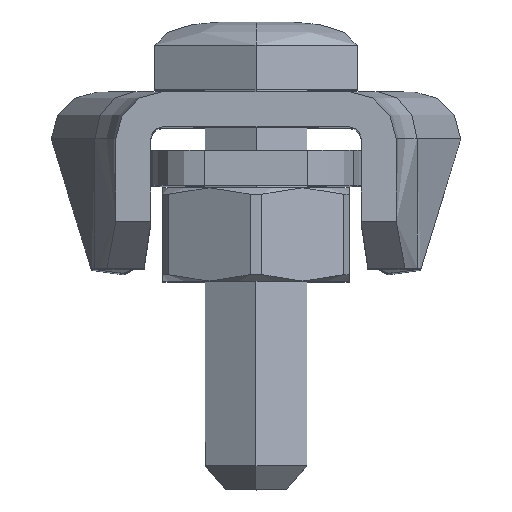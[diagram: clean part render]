
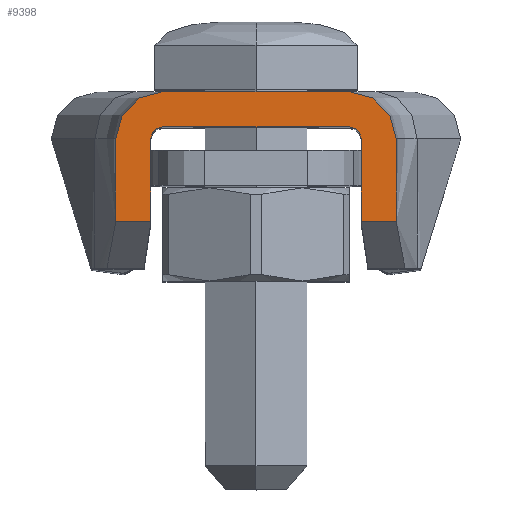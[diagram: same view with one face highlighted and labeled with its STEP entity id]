
A CAD part, top view. The second image highlights one B-rep face of the part: STEP entity #9398.
In plain terms, the highlighted planar face has unit normal (0, 0, 1).
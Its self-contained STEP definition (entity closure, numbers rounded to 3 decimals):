
#254 = VECTOR ( 'NONE', #19152, 1000. ) ;
#783 = CARTESIAN_POINT ( 'NONE',  ( -4., -0.5, 20. ) ) ;
#1552 = VERTEX_POINT ( 'NONE', #8594 ) ;
#2119 = EDGE_CURVE ( 'NONE', #2938, #18595, #15718, .T. ) ;
#2236 = ORIENTED_EDGE ( 'NONE', *, *, #19520, .T. ) ;
#2278 = EDGE_CURVE ( 'NONE', #1552, #20169, #2565, .T. ) ;
#2565 = CIRCLE ( 'NONE', #18040, 0.5 ) ;
#2588 = AXIS2_PLACEMENT_3D ( 'NONE', #22158, #13029, #11238 ) ;
#2938 = VERTEX_POINT ( 'NONE', #7001 ) ;
#3054 = LINE ( 'NONE', #19229, #254 ) ;
#3131 = DIRECTION ( 'NONE',  ( 0., 1., 0. ) ) ;
#3333 = LINE ( 'NONE', #13613, #5835 ) ;
#3752 = EDGE_CURVE ( 'NONE', #6403, #18595, #22946, .T. ) ;
#3972 = CARTESIAN_POINT ( 'NONE',  ( -6., -0.5, 20. ) ) ;
#4089 = FACE_OUTER_BOUND ( 'NONE', #5356, .T. ) ;
#4108 = VERTEX_POINT ( 'NONE', #20118 ) ;
#5356 = EDGE_LOOP ( 'NONE', ( #2236, #14624, #5613, #15766, #13081, #22815, #12516, #14984, #12395, #21296, #21140, #9559 ) ) ;
#5519 = EDGE_CURVE ( 'NONE', #20169, #4108, #3054, .T. ) ;
#5605 = DIRECTION ( 'NONE',  ( 0., 0., -1. ) ) ;
#5613 = ORIENTED_EDGE ( 'NONE', *, *, #19950, .T. ) ;
#5835 = VECTOR ( 'NONE', #3131, 1000. ) ;
#6041 = EDGE_CURVE ( 'NONE', #6403, #21110, #14796, .T. ) ;
#6254 = DIRECTION ( 'NONE',  ( 0., 0., 1. ) ) ;
#6403 = VERTEX_POINT ( 'NONE', #20014 ) ;
#6668 = LINE ( 'NONE', #7963, #13386 ) ;
#7001 = CARTESIAN_POINT ( 'NONE',  ( 4.5, -4.05, 20. ) ) ;
#7085 = VERTEX_POINT ( 'NONE', #12137 ) ;
#7337 = CARTESIAN_POINT ( 'NONE',  ( -4.5, -4.05, 20. ) ) ;
#7551 = CIRCLE ( 'NONE', #9504, 2. ) ;
#7611 = CARTESIAN_POINT ( 'NONE',  ( 4., -0.5, 20. ) ) ;
#7709 = EDGE_CURVE ( 'NONE', #9634, #14933, #10595, .T. ) ;
#7963 = CARTESIAN_POINT ( 'NONE',  ( -4.5, -13.5, 20. ) ) ;
#8168 = DIRECTION ( 'NONE',  ( -1., 0., 0. ) ) ;
#8506 = DIRECTION ( 'NONE',  ( 0., -1., 0. ) ) ;
#8594 = CARTESIAN_POINT ( 'NONE',  ( -4.5, -0.5, 20. ) ) ;
#9182 = CARTESIAN_POINT ( 'NONE',  ( -6., -4.05, 20. ) ) ;
#9398 = ADVANCED_FACE ( 'NONE', ( #4089 ), #19855, .F. ) ;
#9504 = AXIS2_PLACEMENT_3D ( 'NONE', #20653, #6254, #8168 ) ;
#9559 = ORIENTED_EDGE ( 'NONE', *, *, #17941, .T. ) ;
#9575 = DIRECTION ( 'NONE',  ( -1., 0., 0. ) ) ;
#9634 = VERTEX_POINT ( 'NONE', #14025 ) ;
#9791 = CIRCLE ( 'NONE', #2588, 0.5 ) ;
#10595 = LINE ( 'NONE', #9182, #22301 ) ;
#10621 = LINE ( 'NONE', #15833, #18175 ) ;
#10793 = VERTEX_POINT ( 'NONE', #18711 ) ;
#11238 = DIRECTION ( 'NONE',  ( -1., 0., 0. ) ) ;
#12137 = CARTESIAN_POINT ( 'NONE',  ( -4., 1.5, 20. ) ) ;
#12395 = ORIENTED_EDGE ( 'NONE', *, *, #3752, .F. ) ;
#12516 = ORIENTED_EDGE ( 'NONE', *, *, #19029, .F. ) ;
#13029 = DIRECTION ( 'NONE',  ( 0., 0., -1. ) ) ;
#13081 = ORIENTED_EDGE ( 'NONE', *, *, #5519, .T. ) ;
#13386 = VECTOR ( 'NONE', #20453, 1000. ) ;
#13456 = VECTOR ( 'NONE', #8506, 1000. ) ;
#13613 = CARTESIAN_POINT ( 'NONE',  ( 4.5, -13.5, 20. ) ) ;
#14025 = CARTESIAN_POINT ( 'NONE',  ( -6., -4.05, 20. ) ) ;
#14624 = ORIENTED_EDGE ( 'NONE', *, *, #7709, .T. ) ;
#14722 = DIRECTION ( 'NONE',  ( -1., 0., 0. ) ) ;
#14796 = CIRCLE ( 'NONE', #18073, 2. ) ;
#14933 = VERTEX_POINT ( 'NONE', #7337 ) ;
#14984 = ORIENTED_EDGE ( 'NONE', *, *, #2119, .T. ) ;
#15620 = DIRECTION ( 'NONE',  ( 0., -1., 0. ) ) ;
#15718 = LINE ( 'NONE', #17776, #16279 ) ;
#15766 = ORIENTED_EDGE ( 'NONE', *, *, #2278, .T. ) ;
#15833 = CARTESIAN_POINT ( 'NONE',  ( -6., 1.5, 20. ) ) ;
#15979 = DIRECTION ( 'NONE',  ( 1., 0., 0. ) ) ;
#16279 = VECTOR ( 'NONE', #15979, 1000. ) ;
#16969 = DIRECTION ( 'NONE',  ( 0., 0., -1. ) ) ;
#17148 = CARTESIAN_POINT ( 'NONE',  ( 6., -4.05, 20. ) ) ;
#17307 = LINE ( 'NONE', #21094, #22322 ) ;
#17776 = CARTESIAN_POINT ( 'NONE',  ( -6., -4.05, 20. ) ) ;
#17941 = EDGE_CURVE ( 'NONE', #7085, #19277, #7551, .T. ) ;
#18040 = AXIS2_PLACEMENT_3D ( 'NONE', #783, #16969, #9575 ) ;
#18073 = AXIS2_PLACEMENT_3D ( 'NONE', #7611, #20202, #14722 ) ;
#18175 = VECTOR ( 'NONE', #19346, 1000. ) ;
#18595 = VERTEX_POINT ( 'NONE', #17148 ) ;
#18711 = CARTESIAN_POINT ( 'NONE',  ( 4.5, -0.5, 20. ) ) ;
#18986 = CARTESIAN_POINT ( 'NONE',  ( 4., 1.5, 20. ) ) ;
#19029 = EDGE_CURVE ( 'NONE', #2938, #10793, #3333, .T. ) ;
#19152 = DIRECTION ( 'NONE',  ( 1., 0., 0. ) ) ;
#19197 = CARTESIAN_POINT ( 'NONE',  ( 6., 1.5, 20. ) ) ;
#19229 = CARTESIAN_POINT ( 'NONE',  ( -6., 0., 20. ) ) ;
#19277 = VERTEX_POINT ( 'NONE', #3972 ) ;
#19346 = DIRECTION ( 'NONE',  ( 1., 0., 0. ) ) ;
#19520 = EDGE_CURVE ( 'NONE', #19277, #9634, #17307, .T. ) ;
#19855 = PLANE ( 'NONE',  #22551 ) ;
#19883 = EDGE_CURVE ( 'NONE', #4108, #10793, #9791, .T. ) ;
#19932 = DIRECTION ( 'NONE',  ( -1., 0., 0. ) ) ;
#19950 = EDGE_CURVE ( 'NONE', #14933, #1552, #6668, .T. ) ;
#20014 = CARTESIAN_POINT ( 'NONE',  ( 6., -0.5, 20. ) ) ;
#20118 = CARTESIAN_POINT ( 'NONE',  ( 4., 0., 20. ) ) ;
#20120 = EDGE_CURVE ( 'NONE', #7085, #21110, #10621, .T. ) ;
#20169 = VERTEX_POINT ( 'NONE', #20980 ) ;
#20202 = DIRECTION ( 'NONE',  ( 0., 0., 1. ) ) ;
#20453 = DIRECTION ( 'NONE',  ( 0., 1., 0. ) ) ;
#20653 = CARTESIAN_POINT ( 'NONE',  ( -4., -0.5, 20. ) ) ;
#20980 = CARTESIAN_POINT ( 'NONE',  ( -4., 0., 20. ) ) ;
#21094 = CARTESIAN_POINT ( 'NONE',  ( -6., 1.5, 20. ) ) ;
#21110 = VERTEX_POINT ( 'NONE', #18986 ) ;
#21140 = ORIENTED_EDGE ( 'NONE', *, *, #20120, .F. ) ;
#21296 = ORIENTED_EDGE ( 'NONE', *, *, #6041, .T. ) ;
#21580 = DIRECTION ( 'NONE',  ( 1., 0., 0. ) ) ;
#21658 = CARTESIAN_POINT ( 'NONE',  ( -6., 1.5, 20. ) ) ;
#22158 = CARTESIAN_POINT ( 'NONE',  ( 4., -0.5, 20. ) ) ;
#22301 = VECTOR ( 'NONE', #21580, 1000. ) ;
#22322 = VECTOR ( 'NONE', #15620, 1000. ) ;
#22551 = AXIS2_PLACEMENT_3D ( 'NONE', #21658, #5605, #19932 ) ;
#22815 = ORIENTED_EDGE ( 'NONE', *, *, #19883, .T. ) ;
#22946 = LINE ( 'NONE', #19197, #13456 ) ;
